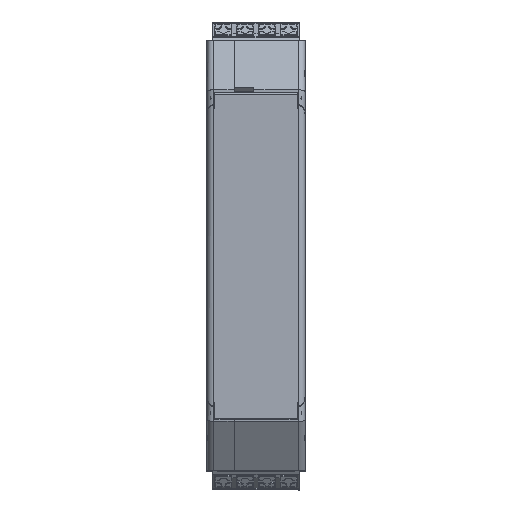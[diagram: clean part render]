
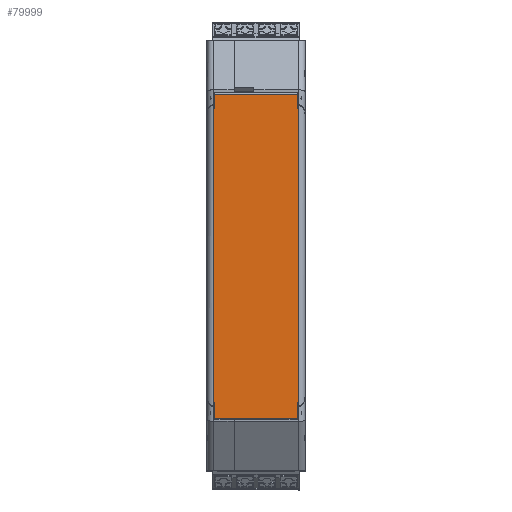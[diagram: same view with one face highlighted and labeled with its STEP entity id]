
A CAD part, top view. The second image highlights one B-rep face of the part: STEP entity #79999.
In plain terms, the highlighted face is planar.
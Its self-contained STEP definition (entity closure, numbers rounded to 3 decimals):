
#5236=VERTEX_POINT('',#113408);
#5237=VERTEX_POINT('',#113410);
#5255=VERTEX_POINT('',#113451);
#5261=VERTEX_POINT('',#113463);
#5268=VERTEX_POINT('',#113492);
#5270=VERTEX_POINT('',#113498);
#5276=VERTEX_POINT('',#113513);
#5277=VERTEX_POINT('',#113514);
#5278=VERTEX_POINT('',#113516);
#5279=VERTEX_POINT('',#113518);
#5280=VERTEX_POINT('',#113520);
#5281=VERTEX_POINT('',#113522);
#13784=VECTOR('',#92911,1.);
#13803=VECTOR('',#92947,1.);
#13814=VECTOR('',#92975,1.);
#13816=VECTOR('',#92981,1.);
#13821=VECTOR('',#92992,1.);
#13822=VECTOR('',#92993,1.);
#13823=VECTOR('',#92994,1.);
#13824=VECTOR('',#92995,1.);
#13825=VECTOR('',#92996,1.);
#13826=VECTOR('',#92997,1.);
#13827=VECTOR('',#92998,1.);
#13828=VECTOR('',#92999,1.);
#24179=LINE('',#113409,#13784);
#24198=LINE('',#113464,#13803);
#24209=LINE('',#113491,#13814);
#24211=LINE('',#113497,#13816);
#24216=LINE('',#113512,#13821);
#24217=LINE('',#113515,#13822);
#24218=LINE('',#113517,#13823);
#24219=LINE('',#113519,#13824);
#24220=LINE('',#113521,#13825);
#24221=LINE('',#113523,#13826);
#24222=LINE('',#113524,#13827);
#24223=LINE('',#113525,#13828);
#34784=EDGE_CURVE('',#5237,#5236,#24179,.T.);
#34809=EDGE_CURVE('',#5261,#5255,#24198,.T.);
#34823=EDGE_CURVE('',#5268,#5255,#24209,.T.);
#34826=EDGE_CURVE('',#5270,#5237,#24211,.T.);
#34833=EDGE_CURVE('',#5276,#5277,#24216,.T.);
#34834=EDGE_CURVE('',#5278,#5277,#24217,.T.);
#34835=EDGE_CURVE('',#5278,#5279,#24218,.T.);
#34836=EDGE_CURVE('',#5280,#5279,#24219,.T.);
#34837=EDGE_CURVE('',#5280,#5281,#24220,.T.);
#34838=EDGE_CURVE('',#5268,#5281,#24221,.T.);
#34839=EDGE_CURVE('',#5261,#5270,#24222,.T.);
#34840=EDGE_CURVE('',#5236,#5276,#24223,.T.);
#49196=ORIENTED_EDGE('',*,*,#34833,.T.);
#49197=ORIENTED_EDGE('',*,*,#34834,.F.);
#49198=ORIENTED_EDGE('',*,*,#34835,.T.);
#49199=ORIENTED_EDGE('',*,*,#34836,.F.);
#49200=ORIENTED_EDGE('',*,*,#34837,.T.);
#49201=ORIENTED_EDGE('',*,*,#34838,.F.);
#49202=ORIENTED_EDGE('',*,*,#34823,.T.);
#49203=ORIENTED_EDGE('',*,*,#34809,.F.);
#49204=ORIENTED_EDGE('',*,*,#34839,.T.);
#49205=ORIENTED_EDGE('',*,*,#34826,.T.);
#49206=ORIENTED_EDGE('',*,*,#34784,.T.);
#49207=ORIENTED_EDGE('',*,*,#34840,.T.);
#70339=EDGE_LOOP('',(#49196,#49197,#49198,#49199,#49200,#49201,#49202,#49203,
#49204,#49205,#49206,#49207));
#75180=FACE_BOUND('',#70339,.T.);
#79999=ADVANCED_FACE('',(#75180),#135497,.T.);
#84696=AXIS2_PLACEMENT_3D('',#113511,#92991,$);
#92911=DIRECTION('',(0.,0.,-1.));
#92947=DIRECTION('',(-1.,0.,0.));
#92975=DIRECTION('',(0.,0.,1.));
#92981=DIRECTION('',(1.,0.,0.));
#92991=DIRECTION('',(0.,1.,0.));
#92992=DIRECTION('',(0.,0.,-1.));
#92993=DIRECTION('',(1.,0.,0.));
#92994=DIRECTION('',(0.,0.,-1.));
#92995=DIRECTION('',(1.,0.,0.));
#92996=DIRECTION('',(0.,0.,1.));
#92997=DIRECTION('',(1.,0.,0.));
#92998=DIRECTION('',(0.,0.,1.));
#92999=DIRECTION('',(1.,0.,0.));
#113408=CARTESIAN_POINT('',(34.6,114.5,7.15));
#113409=CARTESIAN_POINT('',(34.6,114.5,7.3));
#113410=CARTESIAN_POINT('',(34.6,114.5,7.3));
#113451=CARTESIAN_POINT('',(-37.2,114.5,7.15));
#113463=CARTESIAN_POINT('',(-34.6,114.5,7.15));
#113464=CARTESIAN_POINT('',(-34.6,114.5,7.15));
#113491=CARTESIAN_POINT('',(-37.2,114.5,-12.15));
#113492=CARTESIAN_POINT('',(-37.2,114.5,-12.15));
#113497=CARTESIAN_POINT('',(-34.6,114.5,7.3));
#113498=CARTESIAN_POINT('',(-34.6,114.5,7.3));
#113511=CARTESIAN_POINT('',(-37.2,114.5,-10.772));
#113512=CARTESIAN_POINT('',(37.5,114.5,7.15));
#113513=CARTESIAN_POINT('',(37.5,114.5,7.15));
#113514=CARTESIAN_POINT('',(37.5,114.5,-12.15));
#113515=CARTESIAN_POINT('',(34.6,114.5,-12.15));
#113516=CARTESIAN_POINT('',(34.6,114.5,-12.15));
#113517=CARTESIAN_POINT('',(34.6,114.5,-12.15));
#113518=CARTESIAN_POINT('',(34.6,114.5,-12.3));
#113519=CARTESIAN_POINT('',(-34.6,114.5,-12.3));
#113520=CARTESIAN_POINT('',(-34.6,114.5,-12.3));
#113521=CARTESIAN_POINT('',(-34.6,114.5,-12.3));
#113522=CARTESIAN_POINT('',(-34.6,114.5,-12.15));
#113523=CARTESIAN_POINT('',(-37.2,114.5,-12.15));
#113524=CARTESIAN_POINT('',(-34.6,114.5,7.15));
#113525=CARTESIAN_POINT('',(34.6,114.5,7.15));
#135497=PLANE('',#84696);
